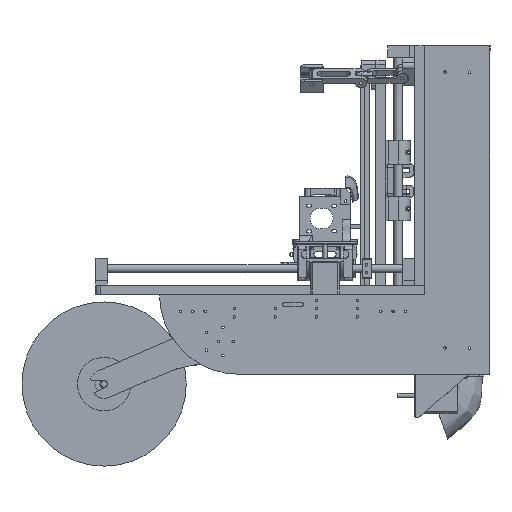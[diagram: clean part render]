
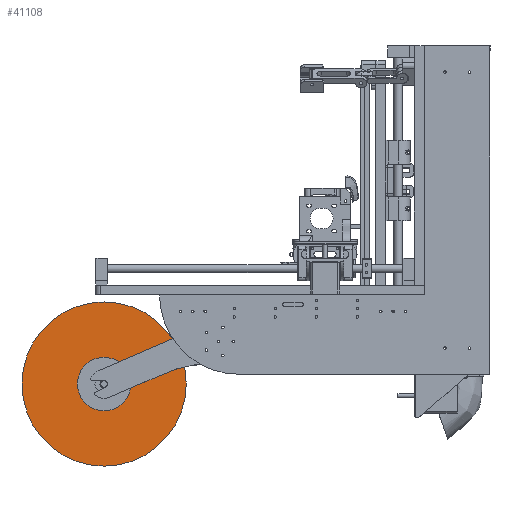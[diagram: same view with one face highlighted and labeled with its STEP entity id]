
A CAD part, left-side view. The second image highlights one B-rep face of the part: STEP entity #41108.
In plain terms, the highlighted face is planar.
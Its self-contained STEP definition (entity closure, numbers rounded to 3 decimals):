
#1407=FACE_BOUND('',#6039,.T.);
#2366=PLANE('',#44355);
#3668=FACE_OUTER_BOUND('',#6038,.T.);
#6038=EDGE_LOOP('',(#28786));
#6039=EDGE_LOOP('',(#28787));
#16444=CIRCLE('',#44342,26.5);
#16450=CIRCLE('',#44353,100.);
#18425=VERTEX_POINT('',#64619);
#18431=VERTEX_POINT('',#64639);
#22489=EDGE_CURVE('',#18425,#18425,#16444,.T.);
#22498=EDGE_CURVE('',#18431,#18431,#16450,.T.);
#28786=ORIENTED_EDGE('',*,*,#22498,.F.);
#28787=ORIENTED_EDGE('',*,*,#22489,.T.);
#41108=ADVANCED_FACE('',(#3668,#1407),#2366,.F.);
#44342=AXIS2_PLACEMENT_3D('',#64621,#49039,#49040);
#44353=AXIS2_PLACEMENT_3D('',#64641,#49064,#49065);
#44355=AXIS2_PLACEMENT_3D('',#64643,#49068,#49069);
#49039=DIRECTION('center_axis',(0.,1.,0.));
#49040=DIRECTION('ref_axis',(-1.,0.,0.));
#49064=DIRECTION('center_axis',(0.,1.,0.));
#49065=DIRECTION('ref_axis',(1.,0.,0.));
#49068=DIRECTION('center_axis',(0.,1.,0.));
#49069=DIRECTION('ref_axis',(1.,0.,0.));
#64619=CARTESIAN_POINT('',(26.5,0.,0.));
#64621=CARTESIAN_POINT('Origin',(0.,0.,0.));
#64639=CARTESIAN_POINT('',(-100.,0.,0.));
#64641=CARTESIAN_POINT('Origin',(0.,0.,0.));
#64643=CARTESIAN_POINT('Origin',(0.,0.,0.));
